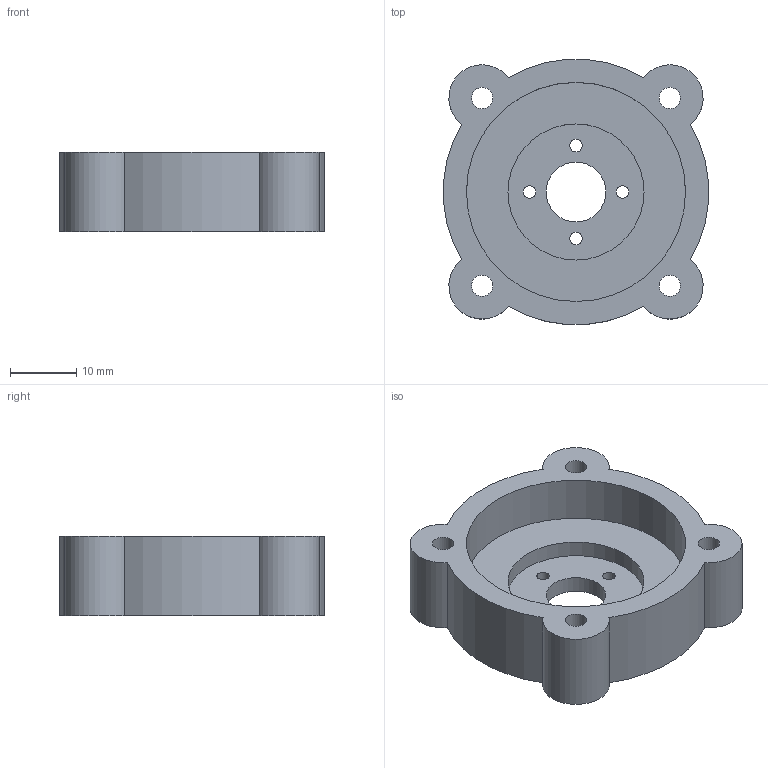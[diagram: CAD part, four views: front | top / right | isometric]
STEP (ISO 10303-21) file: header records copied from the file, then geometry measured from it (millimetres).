
FILE_DESCRIPTION(/* description */ (''),/* implementation_level */ '2;1');
FILE_NAME(/* name */ 'Shoulder_Joint_Servohorn_Cap_circle_horn_2.step',/* time_stamp */ '2021-01-04T22:53:40+01:00',/* author */ (''),/* organization */ (''),/* preprocessor_version */ 'ST-DEVELOPER v18.1',/* originating_system */ 'Autodesk Translation Framework v9.7.0.1280',/* authorisation */ '');
FILE_SCHEMA (('AUTOMOTIVE_DESIGN { 1 0 10303 214 3 1 1 }'));
Length unit declared in the file: millimetre
Products named in the file (1): Shoulder_Joint_Servohorn_Cap_circle_horn
Bounding box: 39.88 x 39.88 x 12 mm (x, y, z)
Volume: 9083.7 mm3; surface area: 6200.9 mm2
Topology: 1 solids, 1 shells, 35 faces, 77 edges, 50 vertices
Faces by surface type: cylinder 23, plane 8, cone 4
Full cylindrical faces by diameter (mm): 1.9 x4, 3.2 x4, 5.7 x4, 9 x1, 20.5 x1, 33 x1
Entity records: 1065 total; most frequent: DIRECTION 199, CARTESIAN_POINT 163, ORIENTED_EDGE 154, AXIS2_PLACEMENT_3D 86, EDGE_CURVE 77, EDGE_LOOP 59, CIRCLE 50, VERTEX_POINT 50
